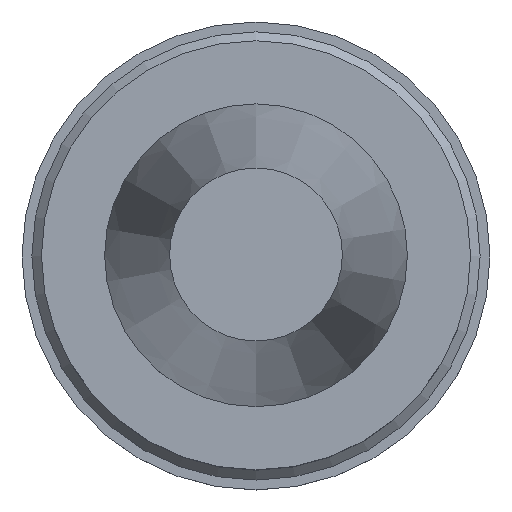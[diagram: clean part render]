
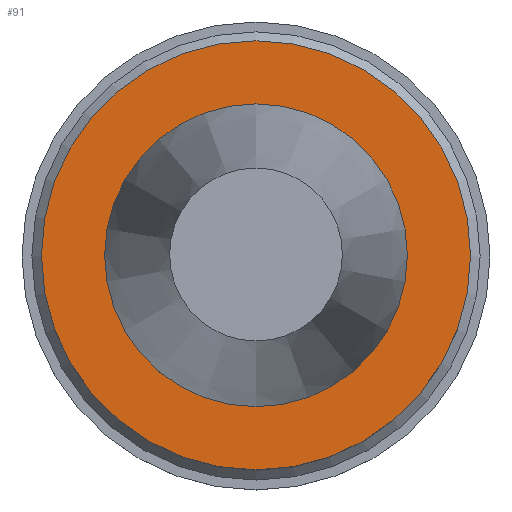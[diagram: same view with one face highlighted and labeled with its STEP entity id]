
A CAD part, top view. The second image highlights one B-rep face of the part: STEP entity #91.
In plain terms, the highlighted planar face has unit normal (0, 0, 1).
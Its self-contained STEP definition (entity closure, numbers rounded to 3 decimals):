
#85=EDGE_CURVE('Unnamed[1]',#221,#221,#222,.T.);
#91=ADVANCED_FACE('Unnamed[1]',(#230,#231),#232,.T.);
#93=EDGE_CURVE('Unnamed[1]',#234,#234,#235,.T.);
#221=VERTEX_POINT('',#407);
#222=CIRCLE('',#408,22.225);
#230=FACE_OUTER_BOUND('',#418,.T.);
#231=FACE_BOUND('',#419,.T.);
#232=PLANE('',#420);
#234=VERTEX_POINT('',#423);
#235=CIRCLE('',#424,31.5);
#407=CARTESIAN_POINT('',(0.,22.225,-1.));
#408=AXIS2_PLACEMENT_3D('',#620,#621,#622);
#418=EDGE_LOOP('',(#630));
#419=EDGE_LOOP('',(#631));
#420=AXIS2_PLACEMENT_3D('',#632,#633,#634);
#423=CARTESIAN_POINT('',(0.,31.5,-1.));
#424=AXIS2_PLACEMENT_3D('',#635,#636,#637);
#620=CARTESIAN_POINT('',(0.,0.,-1.));
#621=DIRECTION('',(0.,0.,-1.0));
#622=DIRECTION('',(0.,1.0,0.));
#630=ORIENTED_EDGE('',*,*,#93,.F.);
#631=ORIENTED_EDGE('',*,*,#85,.T.);
#632=CARTESIAN_POINT('',(0.,26.862,-1.));
#633=DIRECTION('',(0.,0.,1.0));
#634=DIRECTION('',(0.,-1.0,0.));
#635=CARTESIAN_POINT('',(0.,0.,-1.));
#636=DIRECTION('',(0.,0.,-1.0));
#637=DIRECTION('',(0.,1.0,0.));
